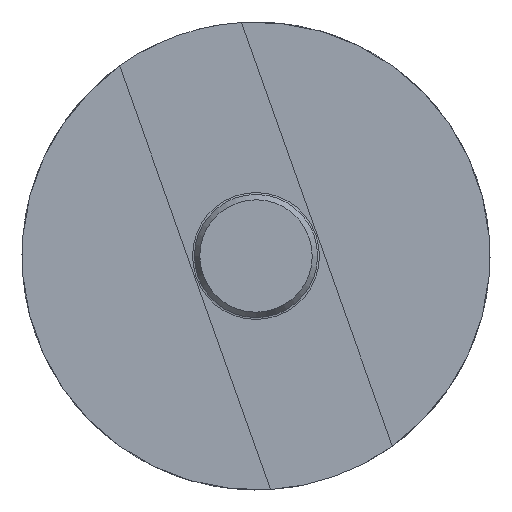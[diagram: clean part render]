
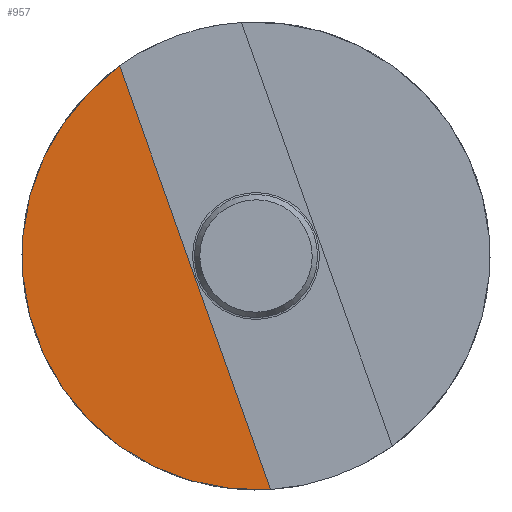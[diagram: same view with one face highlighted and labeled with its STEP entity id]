
A CAD part, left-side view. The second image highlights one B-rep face of the part: STEP entity #957.
In plain terms, the highlighted planar face has unit normal (-1, 0, 0).
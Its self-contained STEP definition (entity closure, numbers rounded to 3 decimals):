
#111=CIRCLE('',#1100,38.);
#170=FACE_OUTER_BOUND('',#235,.T.);
#235=EDGE_LOOP('',(#841,#842));
#316=LINE('',#1825,#376);
#376=VECTOR('',#1378,73.041);
#462=VERTEX_POINT('',#1817);
#463=VERTEX_POINT('',#1819);
#590=EDGE_CURVE('',#463,#462,#111,.T.);
#593=EDGE_CURVE('',#463,#462,#316,.T.);
#841=ORIENTED_EDGE('',*,*,#590,.T.);
#842=ORIENTED_EDGE('',*,*,#593,.F.);
#905=PLANE('',#1102);
#957=ADVANCED_FACE('',(#170),#905,.F.);
#1100=AXIS2_PLACEMENT_3D('',#1820,#1371,#1372);
#1102=AXIS2_PLACEMENT_3D('',#1824,#1376,#1377);
#1371=DIRECTION('center_axis',(-1.,0.,0.));
#1372=DIRECTION('ref_axis',(0.,0.583,0.813));
#1376=DIRECTION('center_axis',(1.,0.,0.));
#1377=DIRECTION('ref_axis',(0.,-0.336,-0.942));
#1378=DIRECTION('',(0.,-0.336,-0.942));
#1817=CARTESIAN_POINT('',(-3.5,-2.367,-37.926));
#1819=CARTESIAN_POINT('',(-3.5,22.149,30.878));
#1820=CARTESIAN_POINT('Origin',(-3.5,0.,0.));
#1824=CARTESIAN_POINT('Origin',(-3.5,0.,0.));
#1825=CARTESIAN_POINT('',(-3.5,22.149,30.878));
